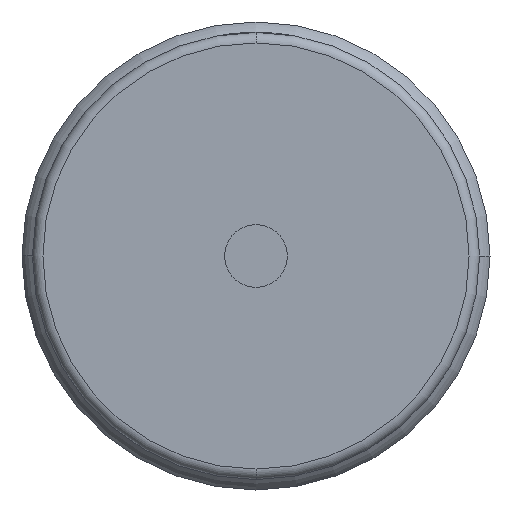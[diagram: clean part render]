
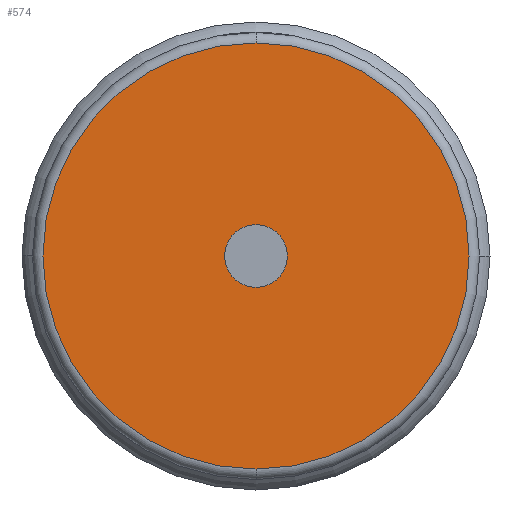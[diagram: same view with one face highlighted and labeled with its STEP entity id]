
A CAD part, front view. The second image highlights one B-rep face of the part: STEP entity #574.
In plain terms, the highlighted planar face has unit normal (0, -1, 0).
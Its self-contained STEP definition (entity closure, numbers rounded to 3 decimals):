
#77 = CARTESIAN_POINT ( 'NONE',  ( 0., 0., -6. ) ) ;
#327 = ORIENTED_EDGE ( 'NONE', *, *, #5011, .T. ) ;
#469 = CARTESIAN_POINT ( 'NONE',  ( 0., 0., 0. ) ) ;
#574 = ADVANCED_FACE ( 'NONE', ( #2907, #4331 ), #4164, .F. ) ;
#664 = AXIS2_PLACEMENT_3D ( 'NONE', #4368, #6284, #1053 ) ;
#688 = ORIENTED_EDGE ( 'NONE', *, *, #2160, .F. ) ;
#880 = DIRECTION ( 'NONE',  ( 0., 0., 1. ) ) ;
#1021 = DIRECTION ( 'NONE',  ( 0., -1., 0. ) ) ;
#1053 = DIRECTION ( 'NONE',  ( 0., 0., 1. ) ) ;
#1215 = CARTESIAN_POINT ( 'NONE',  ( 0., 0., -40.75 ) ) ;
#1452 = CARTESIAN_POINT ( 'NONE',  ( 0., 0., 6. ) ) ;
#1585 = CIRCLE ( 'NONE', #664, 40.75 ) ;
#1622 = AXIS2_PLACEMENT_3D ( 'NONE', #3145, #4634, #5132 ) ;
#1812 = EDGE_LOOP ( 'NONE', ( #5478, #688 ) ) ;
#2160 = EDGE_CURVE ( 'NONE', #2755, #5124, #3776, .T. ) ;
#2443 = EDGE_CURVE ( 'NONE', #5124, #2755, #5058, .T. ) ;
#2751 = DIRECTION ( 'NONE',  ( 0., -1., 0. ) ) ;
#2755 = VERTEX_POINT ( 'NONE', #77 ) ;
#2879 = DIRECTION ( 'NONE',  ( 0., 1., 0. ) ) ;
#2907 = FACE_OUTER_BOUND ( 'NONE', #5395, .T. ) ;
#2938 = CARTESIAN_POINT ( 'NONE',  ( 0., 0., 0. ) ) ;
#2945 = AXIS2_PLACEMENT_3D ( 'NONE', #2938, #1021, #3405 ) ;
#3145 = CARTESIAN_POINT ( 'NONE',  ( 0., 0., 0. ) ) ;
#3200 = CIRCLE ( 'NONE', #3574, 40.75 ) ;
#3262 = DIRECTION ( 'NONE',  ( 0., 0., 1. ) ) ;
#3405 = DIRECTION ( 'NONE',  ( 0., 0., 1. ) ) ;
#3554 = EDGE_CURVE ( 'NONE', #5175, #4308, #1585, .T. ) ;
#3574 = AXIS2_PLACEMENT_3D ( 'NONE', #6115, #2751, #3262 ) ;
#3776 = CIRCLE ( 'NONE', #2945, 6. ) ;
#4164 = PLANE ( 'NONE',  #6033 ) ;
#4308 = VERTEX_POINT ( 'NONE', #1215 ) ;
#4331 = FACE_BOUND ( 'NONE', #1812, .T. ) ;
#4368 = CARTESIAN_POINT ( 'NONE',  ( 0., 0., 0. ) ) ;
#4620 = ORIENTED_EDGE ( 'NONE', *, *, #3554, .T. ) ;
#4634 = DIRECTION ( 'NONE',  ( 0., -1., 0. ) ) ;
#5011 = EDGE_CURVE ( 'NONE', #4308, #5175, #3200, .T. ) ;
#5058 = CIRCLE ( 'NONE', #1622, 6. ) ;
#5124 = VERTEX_POINT ( 'NONE', #1452 ) ;
#5132 = DIRECTION ( 'NONE',  ( 0., 0., 1. ) ) ;
#5175 = VERTEX_POINT ( 'NONE', #5926 ) ;
#5395 = EDGE_LOOP ( 'NONE', ( #4620, #327 ) ) ;
#5478 = ORIENTED_EDGE ( 'NONE', *, *, #2443, .F. ) ;
#5926 = CARTESIAN_POINT ( 'NONE',  ( 0., 0., 40.75 ) ) ;
#6033 = AXIS2_PLACEMENT_3D ( 'NONE', #469, #2879, #880 ) ;
#6115 = CARTESIAN_POINT ( 'NONE',  ( 0., 0., 0. ) ) ;
#6284 = DIRECTION ( 'NONE',  ( 0., -1., 0. ) ) ;
